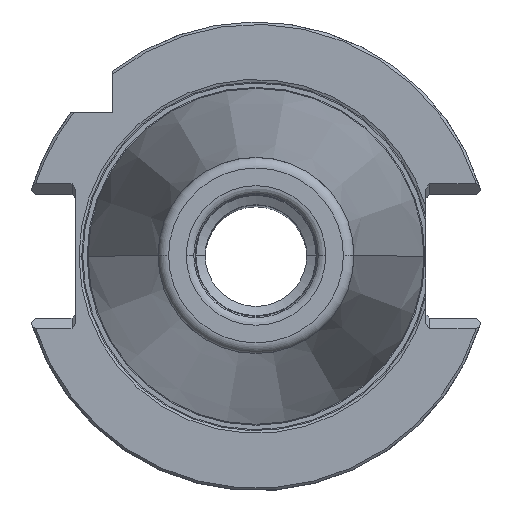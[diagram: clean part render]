
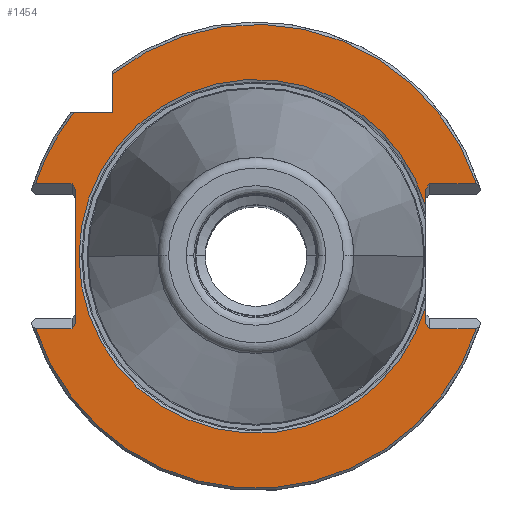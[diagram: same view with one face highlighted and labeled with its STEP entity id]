
A CAD part, top view. The second image highlights one B-rep face of the part: STEP entity #1454.
In plain terms, the highlighted planar face has unit normal (0, 0, 1).
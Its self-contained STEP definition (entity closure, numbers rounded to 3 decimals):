
#1380=EDGE_CURVE('NONE',#3296,#3486,#4051,.T.);
#1448=EDGE_CURVE('NONE',#1480,#2298,#4124,.T.);
#1454=ADVANCED_FACE('NONE',(#4131),#4132,.F.);
#1480=VERTEX_POINT('NONE',#4161);
#1498=EDGE_CURVE('NONE',#2742,#1966,#4182,.T.);
#1726=VERTEX_POINT('NONE',#4447);
#1844=EDGE_CURVE('NONE',#2462,#3894,#4577,.T.);
#1854=EDGE_CURVE('NONE',#1726,#2462,#4588,.T.);
#1940=EDGE_CURVE('NONE',#3296,#2506,#4681,.T.);
#1966=VERTEX_POINT('NONE',#4707);
#1974=VERTEX_POINT('NONE',#4716);
#2074=EDGE_CURVE('NONE',#2394,#1974,#4832,.T.);
#2134=EDGE_CURVE('NONE',#2506,#2524,#4900,.T.);
#2194=EDGE_CURVE('NONE',#2394,#2614,#4969,.T.);
#2298=VERTEX_POINT('NONE',#5085);
#2394=VERTEX_POINT('NONE',#5186);
#2462=VERTEX_POINT('NONE',#5262);
#2506=VERTEX_POINT('NONE',#5306);
#2524=VERTEX_POINT('NONE',#5325);
#2604=EDGE_CURVE('NONE',#2614,#3146,#5413,.T.);
#2614=VERTEX_POINT('NONE',#5425);
#2680=EDGE_CURVE('NONE',#3532,#2998,#5503,.T.);
#2742=VERTEX_POINT('NONE',#5571);
#2766=EDGE_CURVE('NONE',#1726,#3146,#5596,.T.);
#2996=EDGE_CURVE('NONE',#3532,#1480,#5849,.T.);
#2998=VERTEX_POINT('NONE',#5851);
#3146=VERTEX_POINT('NONE',#6018);
#3212=EDGE_CURVE('NONE',#2742,#3486,#6095,.T.);
#3230=VERTEX_POINT('NONE',#6115);
#3296=VERTEX_POINT('NONE',#6194);
#3486=VERTEX_POINT('NONE',#6395);
#3532=VERTEX_POINT('NONE',#6446);
#3544=EDGE_CURVE('NONE',#2298,#2524,#6459,.T.);
#3616=EDGE_CURVE('NONE',#3894,#3230,#6540,.T.);
#3636=EDGE_CURVE('NONE',#1974,#1966,#6561,.T.);
#3640=EDGE_CURVE('NONE',#2998,#3230,#6565,.T.);
#3894=VERTEX_POINT('NONE',#6845);
#4051=LINE('',#7013,#7014);
#4124=LINE('',#7120,#7121);
#4131=FACE_OUTER_BOUND('',#7129,.T.);
#4132=PLANE('',#7130);
#4161=CARTESIAN_POINT('',(35.3,-13.989,-1.5));
#4182=LINE('',#7200,#7201);
#4447=CARTESIAN_POINT('',(45.816,15.05,-1.5));
#4577=LINE('',#7841,#7842);
#4588=LINE('',#7858,#7859);
#4681=LINE('',#8105,#8106);
#4707=CARTESIAN_POINT('',(-38.25,15.05,-1.5));
#4716=CARTESIAN_POINT('',(-45.816,15.05,-1.5));
#4832=CIRCLE('',#8309,48.225);
#4900=CIRCLE('',#8412,48.225);
#4969=LINE('',#8550,#8551);
#5085=CARTESIAN_POINT('',(36.05,-15.05,-1.5));
#5186=CARTESIAN_POINT('',(-37.876,29.85,-1.5));
#5262=CARTESIAN_POINT('',(36.05,15.05,-1.5));
#5306=CARTESIAN_POINT('',(-45.816,-15.05,-1.5));
#5325=CARTESIAN_POINT('',(45.816,-15.05,-1.5));
#5413=LINE('',#9270,#9271);
#5425=CARTESIAN_POINT('',(-29.85,29.85,-1.5));
#5503=CIRCLE('',#9397,36.786);
#5571=CARTESIAN_POINT('',(-37.5,13.989,-1.5));
#5596=CIRCLE('',#9578,48.225);
#5849=LINE('',#10013,#10014);
#5851=CARTESIAN_POINT('',(-36.786,0.0,-1.5));
#6018=CARTESIAN_POINT('',(-29.85,37.876,-1.5));
#6095=LINE('',#10404,#10405);
#6115=CARTESIAN_POINT('',(35.3,10.348,-1.5));
#6194=CARTESIAN_POINT('',(-38.25,-15.05,-1.5));
#6395=CARTESIAN_POINT('',(-37.5,-13.989,-1.5));
#6446=CARTESIAN_POINT('',(35.3,-10.348,-1.5));
#6459=LINE('',#10929,#10930);
#6540=LINE('',#11035,#11036);
#6561=LINE('',#11111,#11112);
#6565=CIRCLE('',#11117,36.786);
#6845=CARTESIAN_POINT('',(35.3,13.989,-1.5));
#7013=CARTESIAN_POINT('',(-29.995,-3.376,-1.5));
#7014=VECTOR('',#11817,1000.0);
#7120=CARTESIAN_POINT('',(35.013,-13.583,-1.5));
#7121=VECTOR('',#11881,1000.0);
#7129=EDGE_LOOP('',(#11892,#11893,#11894,#11895,#11896,#11897,#11898,#11899,#11900,#11901,#11902,#11903,#11904,#11905,#11906,#11907,#11908,#11909));
#7130=AXIS2_PLACEMENT_3D('',#11910,#11911,#11912);
#7200=CARTESIAN_POINT('',(-29.995,3.376,-1.5));
#7201=VECTOR('',#11976,1000.0);
#7841=CARTESIAN_POINT('',(35.013,13.583,-1.5));
#7842=VECTOR('',#12490,1000.0);
#7858=CARTESIAN_POINT('',(62.5,15.05,-1.5));
#7859=VECTOR('',#12501,1000.0);
#8105=CARTESIAN_POINT('',(-63.9,-15.05,-1.5));
#8106=VECTOR('',#12606,1000.0);
#8309=AXIS2_PLACEMENT_3D('',#12801,#12802,#12803);
#8412=AXIS2_PLACEMENT_3D('',#12893,#12894,#12895);
#8550=CARTESIAN_POINT('',(-52.85,29.85,-1.5));
#8551=VECTOR('',#12988,1000.0);
#9270=CARTESIAN_POINT('',(-29.85,29.85,-1.5));
#9271=VECTOR('',#13473,1000.0);
#9397=AXIS2_PLACEMENT_3D('',#13604,#13605,#13606);
#9578=AXIS2_PLACEMENT_3D('',#13694,#13695,#13696);
#10013=CARTESIAN_POINT('',(35.3,0.0,-1.5));
#10014=VECTOR('',#14000,1000.0);
#10404=CARTESIAN_POINT('',(-37.5,0.0,-1.5));
#10405=VECTOR('',#14318,1000.0);
#10929=CARTESIAN_POINT('',(62.5,-15.05,-1.5));
#10930=VECTOR('',#14698,1000.0);
#11035=CARTESIAN_POINT('',(35.3,0.0,-1.5));
#11036=VECTOR('',#14797,1000.0);
#11111=CARTESIAN_POINT('',(-63.9,15.05,-1.5));
#11112=VECTOR('',#14809,1000.0);
#11117=AXIS2_PLACEMENT_3D('',#14810,#14811,#14812);
#11817=DIRECTION('',(0.577,0.816,0.0));
#11881=DIRECTION('',(0.577,-0.816,0.0));
#11892=ORIENTED_EDGE('',*,*,#1854,.F.);
#11893=ORIENTED_EDGE('',*,*,#2766,.T.);
#11894=ORIENTED_EDGE('',*,*,#2604,.F.);
#11895=ORIENTED_EDGE('',*,*,#2194,.F.);
#11896=ORIENTED_EDGE('',*,*,#2074,.T.);
#11897=ORIENTED_EDGE('',*,*,#3636,.T.);
#11898=ORIENTED_EDGE('',*,*,#1498,.F.);
#11899=ORIENTED_EDGE('',*,*,#3212,.T.);
#11900=ORIENTED_EDGE('',*,*,#1380,.F.);
#11901=ORIENTED_EDGE('',*,*,#1940,.T.);
#11902=ORIENTED_EDGE('',*,*,#2134,.T.);
#11903=ORIENTED_EDGE('',*,*,#3544,.F.);
#11904=ORIENTED_EDGE('',*,*,#1448,.F.);
#11905=ORIENTED_EDGE('',*,*,#2996,.F.);
#11906=ORIENTED_EDGE('',*,*,#2680,.T.);
#11907=ORIENTED_EDGE('',*,*,#3640,.T.);
#11908=ORIENTED_EDGE('',*,*,#3616,.F.);
#11909=ORIENTED_EDGE('',*,*,#1844,.F.);
#11910=CARTESIAN_POINT('',(0.0,-50.0,-1.5));
#11911=DIRECTION('',(0.0,0.0,-1.0));
#11912=DIRECTION('',(0.0,-1.0,0.0));
#11976=DIRECTION('',(-0.577,0.816,0.0));
#12490=DIRECTION('',(-0.577,-0.816,0.0));
#12501=DIRECTION('',(-1.0,0.0,0.0));
#12606=DIRECTION('',(-1.0,0.0,0.0));
#12801=CARTESIAN_POINT('',(0.0,0.0,-1.5));
#12802=DIRECTION('',(0.0,-0.0,1.0));
#12803=DIRECTION('',(1.0,0.0,0.0));
#12893=CARTESIAN_POINT('',(0.0,0.0,-1.5));
#12894=DIRECTION('',(0.0,-0.0,1.0));
#12895=DIRECTION('',(1.0,0.0,0.0));
#12988=DIRECTION('',(1.0,0.,0.0));
#13473=DIRECTION('',(0.,1.0,-0.0));
#13604=CARTESIAN_POINT('',(0.0,0.0,-1.5));
#13605=DIRECTION('',(0.0,0.0,-1.0));
#13606=DIRECTION('',(1.0,0.0,0.0));
#13694=CARTESIAN_POINT('',(0.0,0.0,-1.5));
#13695=DIRECTION('',(0.0,-0.0,1.0));
#13696=DIRECTION('',(1.0,0.0,0.0));
#14000=DIRECTION('',(0.0,-1.0,0.0));
#14318=DIRECTION('',(0.0,-1.0,0.0));
#14698=DIRECTION('',(1.0,0.0,0.0));
#14797=DIRECTION('',(0.0,-1.0,0.0));
#14809=DIRECTION('',(1.0,0.0,0.0));
#14810=CARTESIAN_POINT('',(0.0,0.0,-1.5));
#14811=DIRECTION('',(0.0,0.0,-1.0));
#14812=DIRECTION('',(1.0,0.0,0.0));
